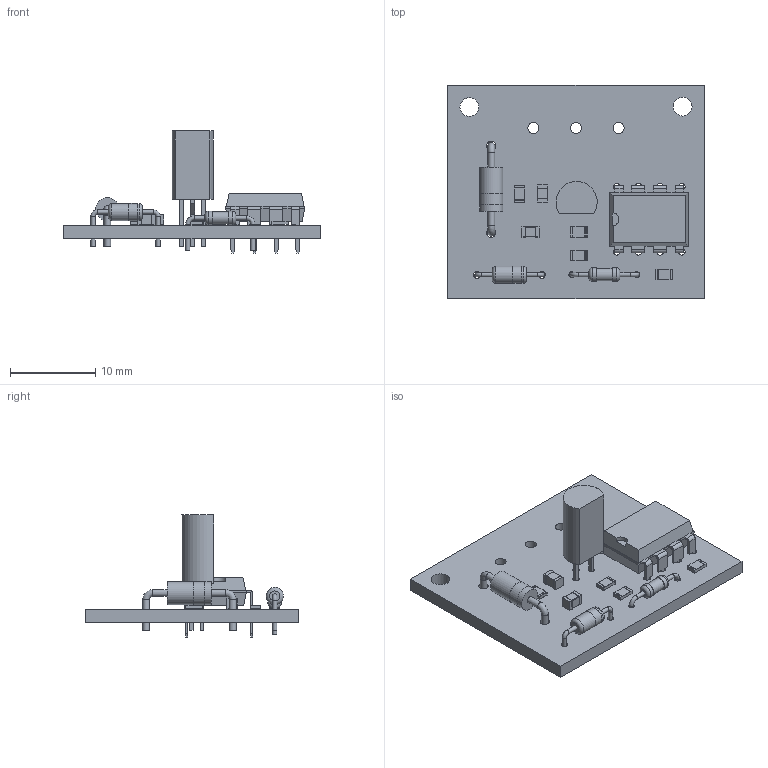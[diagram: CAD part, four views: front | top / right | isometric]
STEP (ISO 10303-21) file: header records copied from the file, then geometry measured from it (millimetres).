
FILE_DESCRIPTION(('KiCad electronic assembly'),'2;1');
FILE_NAME('pcb3.step','2025-04-27T17:55:44',('Pcbnew'),('Kicad'), 'Open CASCADE STEP processor 7.8','KiCad to STEP converter','Unknown' );
FILE_SCHEMA(('AUTOMOTIVE_DESIGN { 1 0 10303 214 1 1 1 1 }'));
Length unit declared in the file: millimetre
Products named in the file (16): pcb3 1; R_Axial_DIN0204_L3.6mm_D1.6mm_P7.62mm_Horizontal; R_Axial_DIN0204_L36mm_D16mm_P762mm_Horizontal; D_DO-35_SOD27_P7.62mm_Horizontal; D_DO-41_SOD81_P10.16mm_Horizontal; TO-92L; TO-92L_Narrow; DIP-8_W7.62mm; R_0805_2012Metric; C_0805_2012Metric; pcb3_PCB
Assembly tree (19 placements, depth 3):
  pcb3 1
    R_Axial_DIN0204_L3.6mm_D1.6mm_P7.62mm_Horizontal
      R_Axial_DIN0204_L36mm_D16mm_P762mm_Horizontal
    D_DO-35_SOD27_P7.62mm_Horizontal
      D_DO-35_SOD27_P7.62mm_Horizontal
    D_DO-41_SOD81_P10.16mm_Horizontal
      D_DO-41_SOD81_P10.16mm_Horizontal
    TO-92L
      TO-92L_Narrow
    DIP-8_W7.62mm
      DIP-8_W7.62mm
    R_0805_2012Metric  x4
      R_0805_2012Metric
    C_0805_2012Metric  x2
      C_0805_2012Metric
    pcb3_PCB
Bounding box: 30 x 25 x 14.3 mm (x, y, z)
Volume: 1546.9 mm3; surface area: 2454.8 mm2
Topology: 13 solids, 13 shells, 407 faces, 1018 edges, 654 vertices
Faces by surface type: plane 261, cylinder 116, bspline 20, torus 10
Full cylindrical faces by diameter (mm): 0.5 x7, 0.7 x2, 0.75 x3, 0.8 x14, 1.1 x2, 1.295 x3, 1.44 x1, 1.6 x2, 2 x2, 2.02 x1, 2.2 x2, 2.7 x2, 2.72 x1
Entity records: 11393 total; most frequent: CARTESIAN_POINT 1913, DIRECTION 1501, ORIENTED_EDGE 1484, EDGE_CURVE 742, LINE 547, VECTOR 547, AXIS2_PLACEMENT_3D 477, VERTEX_POINT 474
